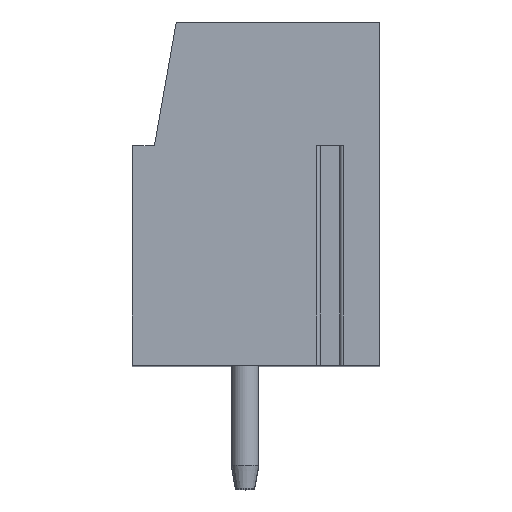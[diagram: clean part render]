
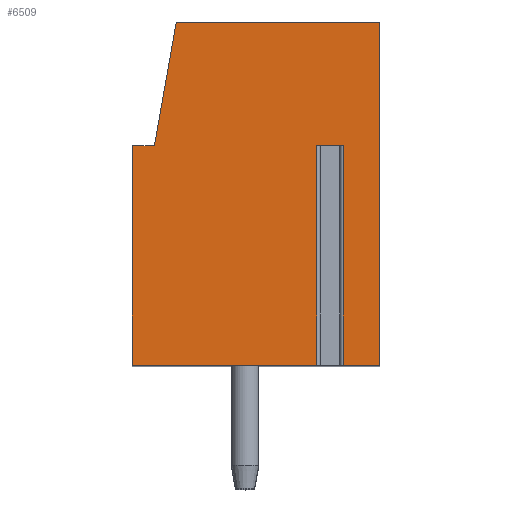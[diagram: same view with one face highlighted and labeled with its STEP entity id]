
A CAD part, top view. The second image highlights one B-rep face of the part: STEP entity #6509.
In plain terms, the highlighted planar face has unit normal (0, 0, 1).
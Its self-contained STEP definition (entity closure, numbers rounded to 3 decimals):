
#20=DIRECTION('',(-1.,0.,0.));
#21=VECTOR('',#20,0.958);
#22=CARTESIAN_POINT('',(3.179,1.75,27.5));
#23=LINE('',#22,#21);
#24=DIRECTION('',(0.,-1.,0.));
#25=VECTOR('',#24,8.);
#26=CARTESIAN_POINT('',(2.221,1.75,27.5));
#27=LINE('',#26,#25);
#28=DIRECTION('',(1.,0.,0.));
#29=VECTOR('',#28,6.721);
#30=CARTESIAN_POINT('',(-4.5,-6.25,27.5));
#31=LINE('',#30,#29);
#32=DIRECTION('',(0.,-1.,0.));
#33=VECTOR('',#32,8.);
#34=CARTESIAN_POINT('',(-4.5,1.75,27.5));
#35=LINE('',#34,#33);
#36=DIRECTION('',(-1.,0.,0.));
#37=VECTOR('',#36,0.8);
#38=CARTESIAN_POINT('',(-3.7,1.75,27.5));
#39=LINE('',#38,#37);
#40=DIRECTION('',(-0.174,-0.985,0.));
#41=VECTOR('',#40,4.569);
#42=CARTESIAN_POINT('',(-2.907,6.25,27.5));
#43=LINE('',#42,#41);
#44=DIRECTION('',(-1.,0.,0.));
#45=VECTOR('',#44,7.407);
#46=CARTESIAN_POINT('',(4.5,6.25,27.5));
#47=LINE('',#46,#45);
#48=DIRECTION('',(0.,1.,0.));
#49=VECTOR('',#48,12.5);
#50=CARTESIAN_POINT('',(4.5,-6.25,27.5));
#51=LINE('',#50,#49);
#52=DIRECTION('',(1.,0.,0.));
#53=VECTOR('',#52,1.321);
#54=CARTESIAN_POINT('',(3.179,-6.25,27.5));
#55=LINE('',#54,#53);
#56=DIRECTION('',(0.,-1.,0.));
#57=VECTOR('',#56,8.);
#58=CARTESIAN_POINT('',(3.179,1.75,27.5));
#59=LINE('',#58,#57);
#5124=CARTESIAN_POINT('',(-2.907,6.25,27.5));
#5125=CARTESIAN_POINT('',(-3.7,1.75,27.5));
#5126=VERTEX_POINT('',#5124);
#5127=VERTEX_POINT('',#5125);
#5128=CARTESIAN_POINT('',(-4.5,1.75,27.5));
#5129=VERTEX_POINT('',#5128);
#5130=CARTESIAN_POINT('',(-4.5,-6.25,27.5));
#5131=VERTEX_POINT('',#5130);
#5132=CARTESIAN_POINT('',(4.5,-6.25,27.5));
#5133=CARTESIAN_POINT('',(4.5,6.25,27.5));
#5134=VERTEX_POINT('',#5132);
#5135=VERTEX_POINT('',#5133);
#5192=CARTESIAN_POINT('',(3.179,1.75,27.5));
#5193=CARTESIAN_POINT('',(2.221,1.75,27.5));
#5194=VERTEX_POINT('',#5192);
#5195=VERTEX_POINT('',#5193);
#5196=CARTESIAN_POINT('',(3.179,-6.25,27.5));
#5197=VERTEX_POINT('',#5196);
#5198=CARTESIAN_POINT('',(2.221,-6.25,27.5));
#5199=VERTEX_POINT('',#5198);
#6482=CARTESIAN_POINT('',(0.,0.,27.5));
#6483=DIRECTION('',(0.,0.,1.));
#6484=DIRECTION('',(1.,0.,0.));
#6485=AXIS2_PLACEMENT_3D('',#6482,#6483,#6484);
#6486=PLANE('',#6485);
#6488=ORIENTED_EDGE('',*,*,#6487,.T.);
#6490=ORIENTED_EDGE('',*,*,#6489,.T.);
#6492=ORIENTED_EDGE('',*,*,#6491,.F.);
#6494=ORIENTED_EDGE('',*,*,#6493,.F.);
#6496=ORIENTED_EDGE('',*,*,#6495,.F.);
#6498=ORIENTED_EDGE('',*,*,#6497,.F.);
#6500=ORIENTED_EDGE('',*,*,#6499,.F.);
#6502=ORIENTED_EDGE('',*,*,#6501,.F.);
#6504=ORIENTED_EDGE('',*,*,#6503,.F.);
#6506=ORIENTED_EDGE('',*,*,#6505,.F.);
#6507=EDGE_LOOP('',(#6488,#6490,#6492,#6494,#6496,#6498,#6500,#6502,#6504,
#6506));
#6508=FACE_OUTER_BOUND('',#6507,.F.);
#6487=EDGE_CURVE('',#5194,#5195,#23,.T.);
#6489=EDGE_CURVE('',#5195,#5199,#27,.T.);
#6491=EDGE_CURVE('',#5131,#5199,#31,.T.);
#6493=EDGE_CURVE('',#5129,#5131,#35,.T.);
#6495=EDGE_CURVE('',#5127,#5129,#39,.T.);
#6497=EDGE_CURVE('',#5126,#5127,#43,.T.);
#6499=EDGE_CURVE('',#5135,#5126,#47,.T.);
#6501=EDGE_CURVE('',#5134,#5135,#51,.T.);
#6503=EDGE_CURVE('',#5197,#5134,#55,.T.);
#6505=EDGE_CURVE('',#5194,#5197,#59,.T.);
#6509=ADVANCED_FACE('',(#6508),#6486,.T.);
